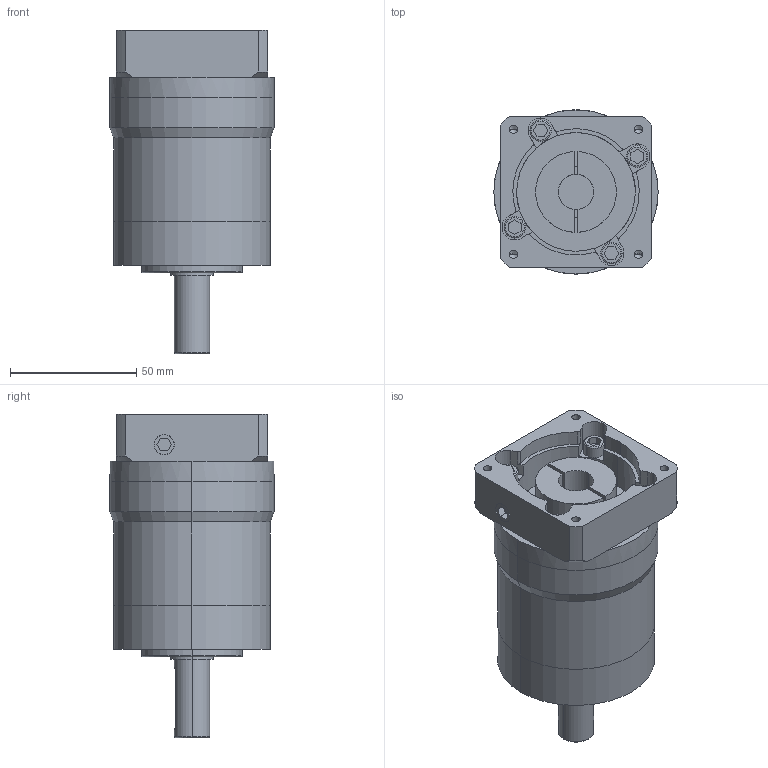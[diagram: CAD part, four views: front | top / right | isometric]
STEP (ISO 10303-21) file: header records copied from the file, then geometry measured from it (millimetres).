
FILE_DESCRIPTION (( 'STEP AP214' ), '1' );
FILE_NAME ('VGE60邧撰耀倰M4.STEP', '2017-08-09T03:47:13', ( 'Windows' ), ( 'Microsoft' ), 'SwSTEP 2.0', 'SolidWorks 2016', '' );
FILE_SCHEMA (( 'AUTOMOTIVE_DESIGN' ));
Length unit declared in the file: millimetre
Products named in the file (1): VGE60邧撰耀倰M4
Bounding box: 65 x 65 x 128 mm (x, y, z)
Volume: 269851.8 mm3; surface area: 51601.7 mm2
Topology: 3 solids, 3 shells, 291 faces, 703 edges, 443 vertices
Faces by surface type: plane 140, cylinder 105, cone 26, torus 20
Entity records: 8775 total; most frequent: DIRECTION 1537, CARTESIAN_POINT 1507, ORIENTED_EDGE 1370, EDGE_CURVE 685, AXIS2_PLACEMENT_3D 571, VERTEX_POINT 443, VECTOR 395, LINE 395
